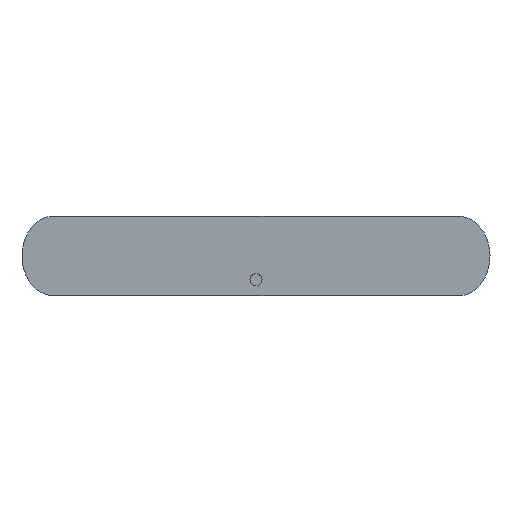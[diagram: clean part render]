
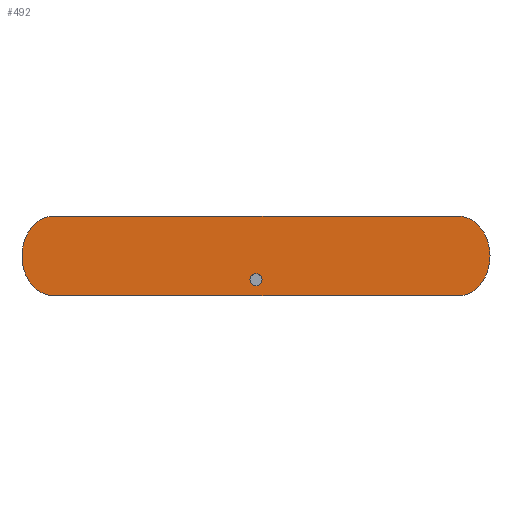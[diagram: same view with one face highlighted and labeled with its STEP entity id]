
A CAD part, front view. The second image highlights one B-rep face of the part: STEP entity #492.
In plain terms, the highlighted planar face has unit normal (0, -1, 0).
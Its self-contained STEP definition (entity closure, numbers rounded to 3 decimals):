
#47=B_SPLINE_CURVE_WITH_KNOTS('',3,(#2750,#2751,#2752,#2753,#2754,#2755,
#2756,#2757,#2758,#2759,#2760,#2761,#2762,#2763,#2764,#2765,#2766,#2767,
#2768,#2769,#2770,#2771),.UNSPECIFIED.,.F.,.F.,(4,2,2,2,2,2,2,2,2,2,4),
(-4.073,-3.91,-3.747,-3.385,
-2.822,-2.114,-1.405,-0.838,
-0.419,-0.209,0.),.UNSPECIFIED.);
#48=B_SPLINE_CURVE_WITH_KNOTS('',3,(#2896,#2897,#2898,#2899,#2900,#2901,
#2902,#2903,#2904,#2905,#2906,#2907,#2908,#2909,#2910,#2911,#2912,#2913,
#2914,#2915,#2916,#2917),.UNSPECIFIED.,.F.,.F.,(4,2,2,2,2,2,2,2,2,2,4),
(-4.055,-3.898,-3.74,-3.384,
-2.82,-2.112,-1.405,-0.838,
-0.419,-0.209,0.),.UNSPECIFIED.);
#56=FACE_BOUND('',#208,.T.);
#60=LINE('',#674,#90);
#86=LINE('',#2775,#116);
#90=VECTOR('',#562,10.);
#116=VECTOR('',#656,10.);
#132=PLANE('',#546);
#166=FACE_OUTER_BOUND('',#207,.T.);
#207=EDGE_LOOP('',(#452,#453,#454,#455));
#208=EDGE_LOOP('',(#456));
#222=CIRCLE('',#531,2.25);
#227=VERTEX_POINT('',#667);
#230=VERTEX_POINT('',#672);
#245=VERTEX_POINT('',#828);
#263=VERTEX_POINT('',#2748);
#264=VERTEX_POINT('',#2773);
#271=EDGE_CURVE('',#227,#230,#60,.T.);
#294=EDGE_CURVE('',#245,#245,#222,.T.);
#325=EDGE_CURVE('',#263,#227,#47,.T.);
#327=EDGE_CURVE('',#264,#263,#86,.T.);
#328=EDGE_CURVE('',#230,#264,#48,.T.);
#452=ORIENTED_EDGE('',*,*,#271,.T.);
#453=ORIENTED_EDGE('',*,*,#328,.T.);
#454=ORIENTED_EDGE('',*,*,#327,.T.);
#455=ORIENTED_EDGE('',*,*,#325,.T.);
#456=ORIENTED_EDGE('',*,*,#294,.T.);
#492=ADVANCED_FACE('',(#166,#56),#132,.F.);
#531=AXIS2_PLACEMENT_3D('',#830,#608,#609);
#546=AXIS2_PLACEMENT_3D('',#2918,#657,#658);
#562=DIRECTION('',(1.,0.,0.));
#608=DIRECTION('center_axis',(0.,1.,0.));
#609=DIRECTION('ref_axis',(-1.,0.,0.));
#656=DIRECTION('',(-1.,0.,0.));
#657=DIRECTION('center_axis',(0.,1.,0.));
#658=DIRECTION('ref_axis',(-1.,0.,0.));
#667=CARTESIAN_POINT('',(-75.5,0.,27.505));
#672=CARTESIAN_POINT('',(75.5,0.,27.505));
#674=CARTESIAN_POINT('',(-75.5,0.,27.505));
#828=CARTESIAN_POINT('',(2.25,0.,33.505));
#830=CARTESIAN_POINT('Origin',(0.,0.,33.505));
#2748=CARTESIAN_POINT('',(-75.5,0.,57.237));
#2750=CARTESIAN_POINT('Ctrl Pts',(-75.5,0.,57.237));
#2751=CARTESIAN_POINT('Ctrl Pts',(-76.195,0.,57.237));
#2752=CARTESIAN_POINT('Ctrl Pts',(-76.887,0.,57.161));
#2753=CARTESIAN_POINT('Ctrl Pts',(-78.246,0.,56.863));
#2754=CARTESIAN_POINT('Ctrl Pts',(-78.908,0.,56.641));
#2755=CARTESIAN_POINT('Ctrl Pts',(-80.955,0.,55.718));
#2756=CARTESIAN_POINT('Ctrl Pts',(-82.079,0.,54.833));
#2757=CARTESIAN_POINT('Ctrl Pts',(-84.259,0.,52.648));
#2758=CARTESIAN_POINT('Ctrl Pts',(-85.282,0.,51.033));
#2759=CARTESIAN_POINT('Ctrl Pts',(-86.915,0.,47.129));
#2760=CARTESIAN_POINT('Ctrl Pts',(-87.363,0.,44.746));
#2761=CARTESIAN_POINT('Ctrl Pts',(-87.369,0.,40.038));
#2762=CARTESIAN_POINT('Ctrl Pts',(-86.926,0.,37.655));
#2763=CARTESIAN_POINT('Ctrl Pts',(-85.299,0.,33.736));
#2764=CARTESIAN_POINT('Ctrl Pts',(-84.275,0.,32.114));
#2765=CARTESIAN_POINT('Ctrl Pts',(-81.964,0.,29.789));
#2766=CARTESIAN_POINT('Ctrl Pts',(-80.823,0.,28.965));
#2767=CARTESIAN_POINT('Ctrl Pts',(-78.917,0.,28.104));
#2768=CARTESIAN_POINT('Ctrl Pts',(-78.254,0.,27.881));
#2769=CARTESIAN_POINT('Ctrl Pts',(-76.891,0.,27.581));
#2770=CARTESIAN_POINT('Ctrl Pts',(-76.198,0.,27.505));
#2771=CARTESIAN_POINT('Ctrl Pts',(-75.5,0.,27.505));
#2773=CARTESIAN_POINT('',(75.5,0.,57.237));
#2775=CARTESIAN_POINT('',(75.5,0.,57.237));
#2896=CARTESIAN_POINT('Ctrl Pts',(75.5,0.,27.505));
#2897=CARTESIAN_POINT('Ctrl Pts',(76.196,0.,27.505));
#2898=CARTESIAN_POINT('Ctrl Pts',(76.887,0.,27.581));
#2899=CARTESIAN_POINT('Ctrl Pts',(78.247,0.,27.879));
#2900=CARTESIAN_POINT('Ctrl Pts',(78.909,0.,28.101));
#2901=CARTESIAN_POINT('Ctrl Pts',(80.973,0.,29.031));
#2902=CARTESIAN_POINT('Ctrl Pts',(82.096,0.,29.926));
#2903=CARTESIAN_POINT('Ctrl Pts',(84.26,0.,32.095));
#2904=CARTESIAN_POINT('Ctrl Pts',(85.283,0.,33.71));
#2905=CARTESIAN_POINT('Ctrl Pts',(86.915,0.,37.612));
#2906=CARTESIAN_POINT('Ctrl Pts',(87.364,0.,39.992));
#2907=CARTESIAN_POINT('Ctrl Pts',(87.369,0.,44.706));
#2908=CARTESIAN_POINT('Ctrl Pts',(86.926,0.,47.087));
#2909=CARTESIAN_POINT('Ctrl Pts',(85.299,0.,51.006));
#2910=CARTESIAN_POINT('Ctrl Pts',(84.275,0.,52.628));
#2911=CARTESIAN_POINT('Ctrl Pts',(81.964,0.,54.953));
#2912=CARTESIAN_POINT('Ctrl Pts',(80.823,0.,55.776));
#2913=CARTESIAN_POINT('Ctrl Pts',(78.917,0.,56.638));
#2914=CARTESIAN_POINT('Ctrl Pts',(78.254,0.,56.86));
#2915=CARTESIAN_POINT('Ctrl Pts',(76.892,0.,57.16));
#2916=CARTESIAN_POINT('Ctrl Pts',(76.198,0.,57.237));
#2917=CARTESIAN_POINT('Ctrl Pts',(75.5,0.,57.237));
#2918=CARTESIAN_POINT('Origin',(0.,0.,42.371));
